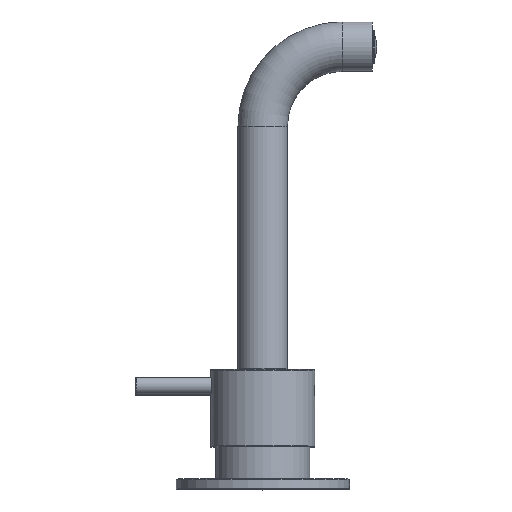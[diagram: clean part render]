
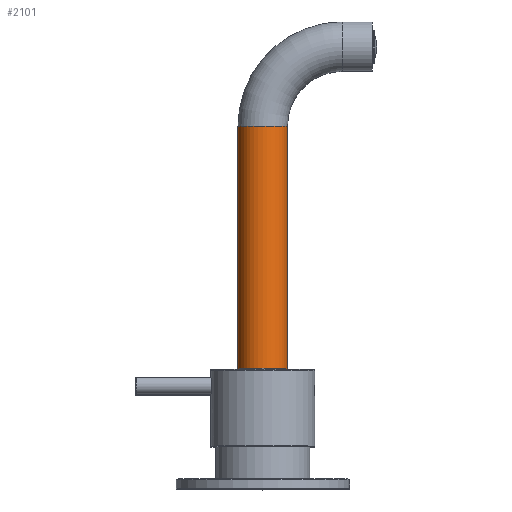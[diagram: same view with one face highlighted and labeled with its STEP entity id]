
A CAD part, top view. The second image highlights one B-rep face of the part: STEP entity #2101.
In plain terms, the highlighted cylindrical face has radius 10 mm (diameter 20 mm), a full revolution.
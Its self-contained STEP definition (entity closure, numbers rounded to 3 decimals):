
#327=B_SPLINE_CURVE_WITH_KNOTS('',3,(#4211,#4212,#4213,#4214,#4215,#4216,
#4217,#4218,#4219,#4220,#4221),.UNSPECIFIED.,.T.,.F.,(1,1,1,1,1,1,1,1,1,
1,1,1,1,1,1),(-0.004,-0.003,-0.001,
0.,0.001,0.003,0.004,0.005,
0.006,0.008,0.009,0.01,
0.012,0.013,0.014),.UNSPECIFIED.);
#382=ORIENTED_EDGE('',*,*,#891,.F.);
#383=ORIENTED_EDGE('',*,*,#890,.F.);
#384=ORIENTED_EDGE('',*,*,#892,.T.);
#890=EDGE_CURVE('',#1145,#1145,#1351,.T.);
#891=EDGE_CURVE('',#1146,#1146,#327,.T.);
#892=EDGE_CURVE('',#1147,#1147,#1352,.T.);
#1145=VERTEX_POINT('',#4209);
#1146=VERTEX_POINT('',#4222);
#1147=VERTEX_POINT('',#4224);
#1351=CIRCLE('',#3119,10.);
#1352=CIRCLE('',#3121,10.);
#1515=EDGE_LOOP('',(#382));
#1516=EDGE_LOOP('',(#383));
#1517=EDGE_LOOP('',(#384));
#1788=FACE_BOUND('',#1515,.T.);
#1789=FACE_BOUND('',#1516,.T.);
#1790=FACE_BOUND('',#1517,.T.);
#2057=CYLINDRICAL_SURFACE('',#3120,10.);
#2101=ADVANCED_FACE('',(#1788,#1789,#1790),#2057,.T.);
#3119=AXIS2_PLACEMENT_3D('',#4208,#3464,#3465);
#3120=AXIS2_PLACEMENT_3D('',#4210,#3466,#3467);
#3121=AXIS2_PLACEMENT_3D('',#4223,#3468,#3469);
#3464=DIRECTION('',(1.,0.,0.));
#3465=DIRECTION('',(0.,0.,-1.));
#3466=DIRECTION('',(1.,0.,0.));
#3467=DIRECTION('',(0.,0.,-1.));
#3468=DIRECTION('',(1.,0.,0.));
#3469=DIRECTION('',(0.,0.,-1.));
#4208=CARTESIAN_POINT('',(144.,0.,0.));
#4209=CARTESIAN_POINT('',(144.,0.,-10.));
#4210=CARTESIAN_POINT('',(0.,0.,0.));
#4211=CARTESIAN_POINT('',(15.706,-9.932,-1.292));
#4212=CARTESIAN_POINT('',(17.,-9.828,-1.829));
#4213=CARTESIAN_POINT('',(18.293,-9.932,-1.292));
#4214=CARTESIAN_POINT('',(18.828,-10.034,-0.002));
#4215=CARTESIAN_POINT('',(18.293,-9.932,1.293));
#4216=CARTESIAN_POINT('',(17.,-9.828,1.828));
#4217=CARTESIAN_POINT('',(15.709,-9.932,1.294));
#4218=CARTESIAN_POINT('',(15.171,-10.034,0.001));
#4219=CARTESIAN_POINT('',(15.706,-9.932,-1.292));
#4220=CARTESIAN_POINT('',(17.,-9.828,-1.829));
#4221=CARTESIAN_POINT('',(18.293,-9.932,-1.292));
#4222=CARTESIAN_POINT('',(17.,-9.863,-1.65));
#4223=CARTESIAN_POINT('',(0.,0.,0.));
#4224=CARTESIAN_POINT('',(0.,0.,-10.));
